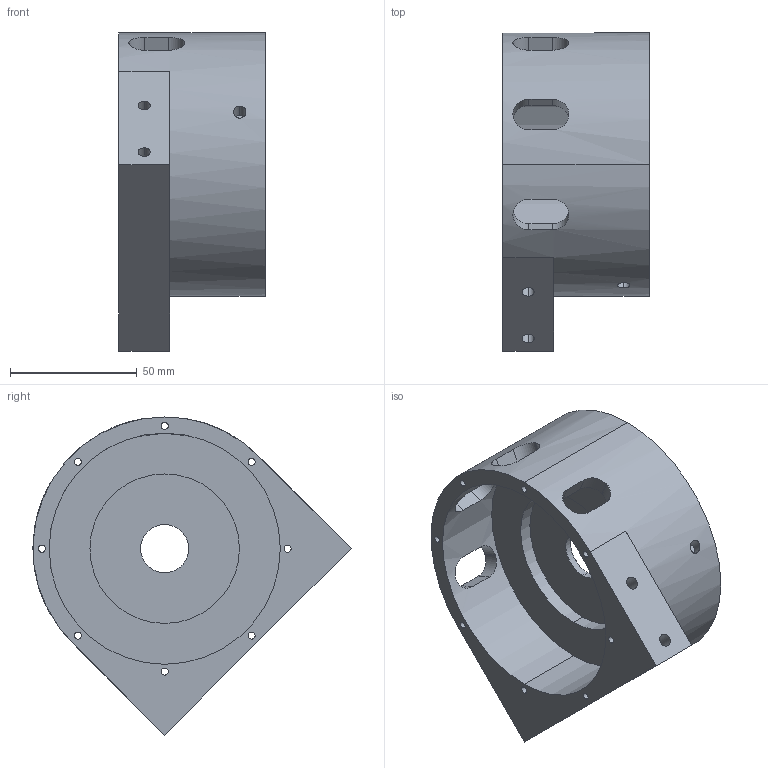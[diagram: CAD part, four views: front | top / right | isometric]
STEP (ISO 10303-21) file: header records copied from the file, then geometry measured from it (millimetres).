
FILE_DESCRIPTION (( 'STEP AP214' ), '1' );
FILE_NAME ('J2_Orbit.STEP', '2021-04-07T09:51:50', ( '' ), ( '' ), 'SwSTEP 2.0', 'SolidWorks 2020', '' );
FILE_SCHEMA (( 'AUTOMOTIVE_DESIGN' ));
Length unit declared in the file: millimetre
Products named in the file (1): J2_Orbit
Bounding box: 57.75 x 125.54 x 125.54 mm (x, y, z)
Volume: 184499.2 mm3; surface area: 63319.6 mm2
Topology: 1 solids, 1 shells, 589 faces, 1733 edges, 1155 vertices
Faces by surface type: cylinder 221, plane 200, bspline 168
Entity records: 23776 total; most frequent: CARTESIAN_POINT 8812, ORIENTED_EDGE 3466, DIRECTION 2630, EDGE_CURVE 1733, VERTEX_POINT 1155, VECTOR 936, LINE 936, AXIS2_PLACEMENT_3D 847
